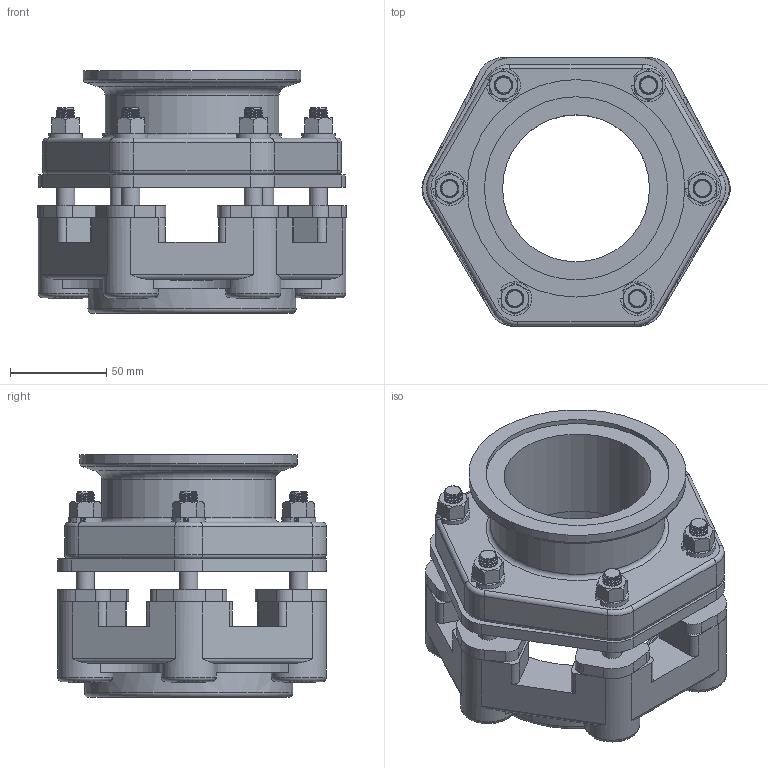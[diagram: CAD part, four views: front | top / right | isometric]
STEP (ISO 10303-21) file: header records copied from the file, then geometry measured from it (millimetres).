
FILE_DESCRIPTION(/* description */ ('3" FLANGE X 3" FEMALE THREAD, EPDM'),/* implementation_level */ '2;1');
FILE_NAME(/* name */ 'MBF300BD.stp',/* time_stamp */ '2020-04-28T08:59:36-04:00',/* author */ ('MJC'),/* organization */ (''),/* preprocessor_version */ 'ST-DEVELOPER v17.2',/* originating_system */ 'Autodesk Inventor 2019',/* authorisation */ '');
FILE_SCHEMA (('AUTOMOTIVE_DESIGN { 1 0 10303 214 3 1 1 }'));
Length unit declared in the file: inch
Products named in the file (9): MBF300BD; BF30178; BF301BD; BF304A; BF307; BF300GE; V20018; V20019; BF300GFE
Assembly tree (33 placements, depth 2):
  MBF300BD
    BF30178
    BF301BD
    BF304A  x6
    BF307  x6
    BF300GE
    V20018  x6
    V20019  x6
    BF300GFE  x6
Bounding box: 159.78 x 139.45 x 125.86 mm (x, y, z)
Volume: 816021.7 mm3; surface area: 217322.3 mm2
Topology: 33 solids, 33 shells, 1590 faces, 4127 edges, 2666 vertices
Faces by surface type: cylinder 529, plane 505, cone 438, bspline 84, torus 28, sphere 6
Full cylindrical faces by diameter (mm): 8.236 x90, 9.525 x90, 10.319 x6, 10.414 x18, 18.161 x6, 18.847 x12, 19.05 x6, 76.2 x1, 86.614 x1, 90.17 x1, 94.615 x1, 94.996 x1, 107.95 x1, 112.776 x1
Entity records: 24851 total; most frequent: CARTESIAN_POINT 8167, ORIENTED_EDGE 3494, DIRECTION 3229, EDGE_CURVE 1747, AXIS2_PLACEMENT_3D 1153, VERTEX_POINT 1141, LINE 923, VECTOR 923
